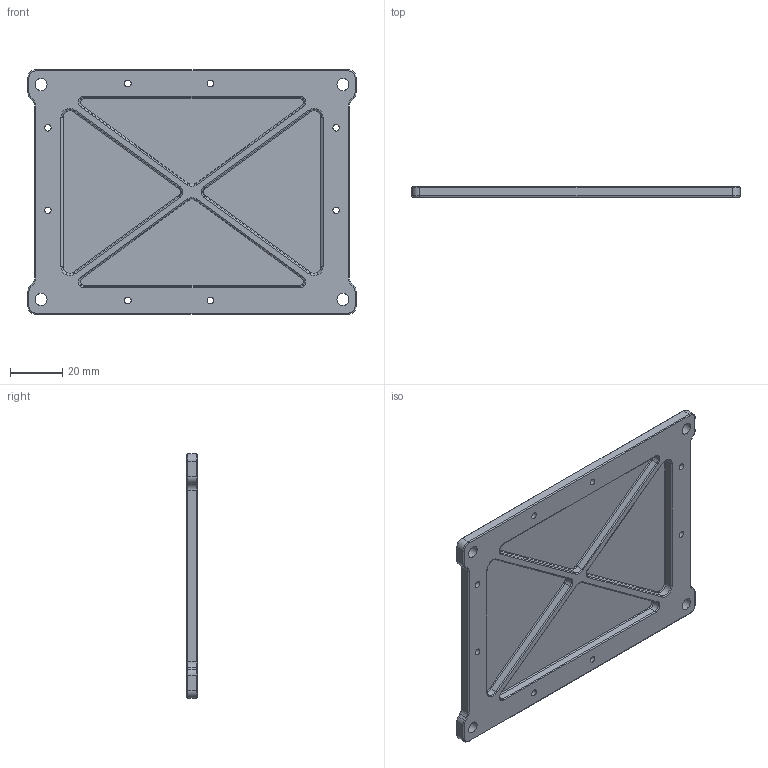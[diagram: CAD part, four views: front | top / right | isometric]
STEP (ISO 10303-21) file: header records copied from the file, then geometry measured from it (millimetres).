
FILE_DESCRIPTION(/* description */ (''),/* implementation_level */ '2;1');
FILE_NAME(/* name */ 'Low Profile DIN Rail Mount v9.step',/* time_stamp */ '2025-10-30T17:59:36+08:00',/* author */ (''),/* organization */ (''),/* preprocessor_version */ 'ST-DEVELOPER v20.1',/* originating_system */ 'Autodesk Translation Framework v14.17.0.0',/* authorisation */ '');
FILE_SCHEMA (('AUTOMOTIVE_DESIGN { 1 0 10303 214 3 1 1 }'));
Length unit declared in the file: millimetre
Products named in the file (1): Low Profile DIN Rail Mount
Bounding box: 125.2 x 4 x 93.2 mm (x, y, z)
Volume: 22759.1 mm3; surface area: 26741 mm2
Topology: 1 solids, 1 shells, 230 faces, 548 edges, 324 vertices
Faces by surface type: plane 90, cylinder 80, torus 36, cone 24
Full cylindrical faces by diameter (mm): 2.5 x8, 4.4 x8, 4.6 x4
Entity records: 6689 total; most frequent: DIRECTION 1278, CARTESIAN_POINT 1103, ORIENTED_EDGE 1096, EDGE_CURVE 548, AXIS2_PLACEMENT_3D 499, VERTEX_POINT 324, LINE 280, VECTOR 280
